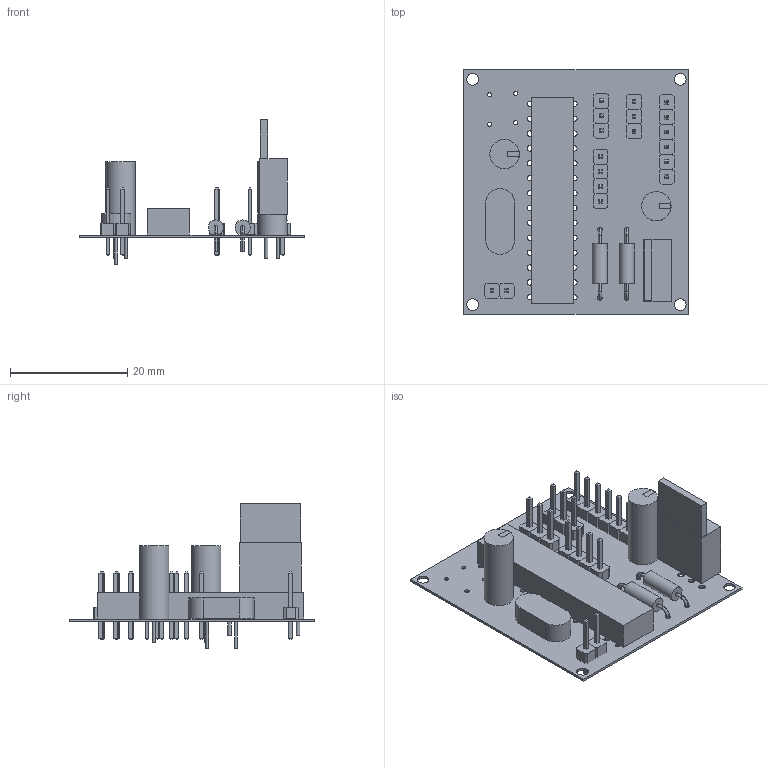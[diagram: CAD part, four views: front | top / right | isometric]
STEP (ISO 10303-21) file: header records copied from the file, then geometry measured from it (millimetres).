
FILE_DESCRIPTION(('Open CASCADE Model'),'2;1');
FILE_NAME('Open CASCADE Shape Model','2023-04-20T18:51:33',('Author'),( 'Open CASCADE'),'Open CASCADE STEP processor 6.8','Open CASCADE 6.8' ,'Unknown');
FILE_SCHEMA(('AUTOMOTIVE_DESIGN { 1 0 10303 214 1 1 1 1 }'));
Length unit declared in the file: millimetre
Products named in the file (38): PCB; Board; Open CASCADE STEP translator 6.8 1.1.1; DIS; header4pin; 6130xx11121_PIN; 61300216541121; R2; YAG_CFR25_YAG; MQ; header3pin; DUST; header6pin; DHT; C4; CAP_UEP_5X11_NCH; P1; header2pin; X1; GB1600032; Body; Leads; U2; 6119563360; Extruded; 6119563600; U1; 6032412736; R1; C1
Assembly tree (62 placements, depth 4):
  PCB
    Board
      Open CASCADE STEP translator 6.8 1.1.1
    DIS
      header4pin
        6130xx11121_PIN  x4
        61300216541121  x4
    R2
      YAG_CFR25_YAG
    MQ
      header3pin
        6130xx11121_PIN  x3
        61300216541121  x3
    DUST
      header6pin
        6130xx11121_PIN  x6
        61300216541121  x6
    DHT
      header3pin
        6130xx11121_PIN  x3
        61300216541121  x3
    C4
      CAP_UEP_5X11_NCH
    P1
      header2pin
        6130xx11121_PIN  x2
        61300216541121  x2
    X1
      GB1600032
        Body
        Leads
    U2
      6119563360
        Extruded
      6119563600
        Extruded
    U1
      6032412736
        Extruded
    R1
      YAG_CFR25_YAG
    C1
      CAP_UEP_5X11_NCH
Bounding box: 38.35 x 41.78 x 24.7 mm (x, y, z)
Volume: 3428.5 mm3; surface area: 6943.1 mm2
Topology: 57 solids, 59 shells, 807 faces, 1913 edges, 1222 vertices
Faces by surface type: plane 718, cylinder 81, torus 8
Full cylindrical faces by diameter (mm): 0.45 x2, 0.508 x4, 0.65 x2, 0.7 x8, 0.8 x4, 0.9 x28, 1.1 x3, 2 x4, 2.591 x2, 5.004 x2
Entity records: 11035 total; most frequent: DIRECTION 1701, CARTESIAN_POINT 1699, ORIENTED_EDGE 1594, EDGE_CURVE 795, LINE 653, VECTOR 653, AXIS2_PLACEMENT_3D 524, VERTEX_POINT 514
